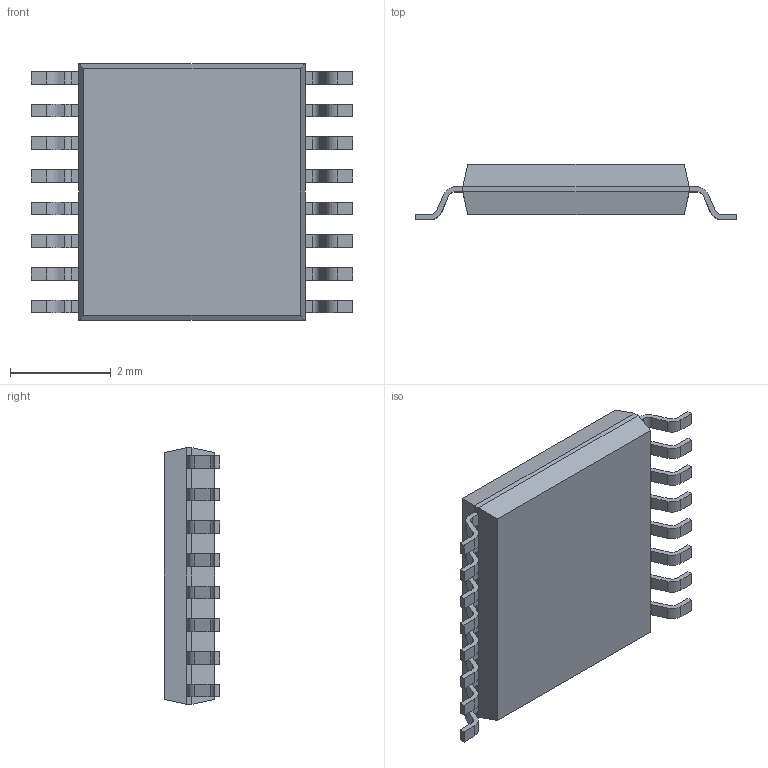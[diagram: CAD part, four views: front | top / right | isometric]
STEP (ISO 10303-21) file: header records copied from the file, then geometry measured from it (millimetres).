
FILE_DESCRIPTION (( 'STEP AP214' ), '1' );
FILE_NAME ('User Library-TSSOP-16 5.1x4.4.STEP', '2017-01-25T16:28:13', ( 'Windows User' ), ( '' ), 'SwSTEP 2.0', 'SolidWorks 2017', '' );
FILE_SCHEMA (( 'AUTOMOTIVE_DESIGN' ));
Length unit declared in the file: millimetre
Products named in the file (3): User Library-TSSOP-16 5.1x4.4_body_TSSOP_TSSOP_5.1x4.5_1; User Library-TSSOP-16 5.1x4.4_pin_TSSOP_tssop_1; User Library-TSSOP-16 5.1x4.4
Assembly tree (17 placements, depth 2):
  User Library-TSSOP-16 5.1x4.4
    User Library-TSSOP-16 5.1x4.4_pin_TSSOP_tssop_1  x16
    User Library-TSSOP-16 5.1x4.4_body_TSSOP_TSSOP_5.1x4.5_1
Bounding box: 6.4 x 1.1 x 5.1 mm (x, y, z)
Volume: 22.6 mm3; surface area: 76.5 mm2
Topology: 17 solids, 17 shells, 241 faces, 610 edges, 404 vertices
Faces by surface type: plane 175, cylinder 66
Entity records: 1423 total; most frequent: DIRECTION 184, CARTESIAN_POINT 165, ORIENTED_EDGE 140, EDGE_CURVE 70, AXIS2_PLACEMENT_3D 63, VECTOR 58, LINE 58, VERTEX_POINT 44
